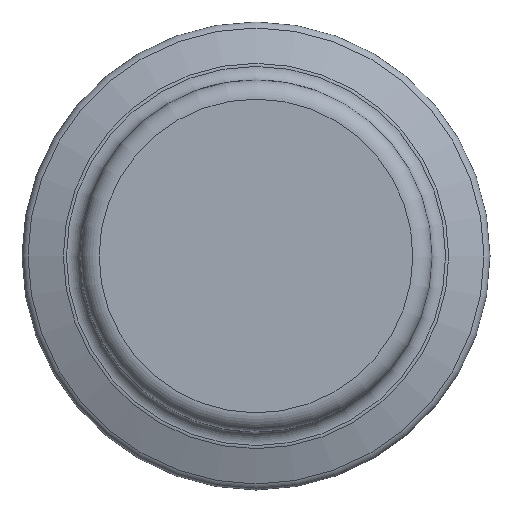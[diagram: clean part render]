
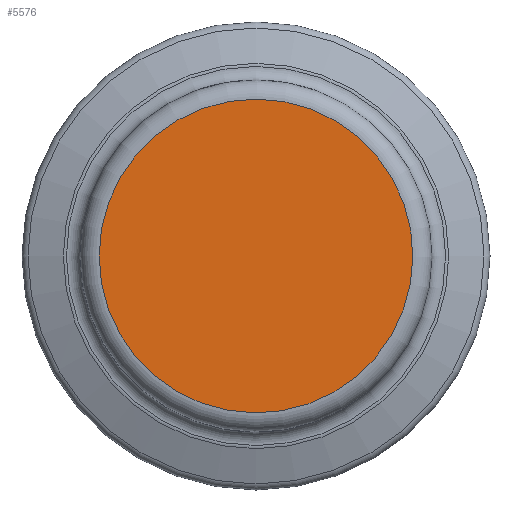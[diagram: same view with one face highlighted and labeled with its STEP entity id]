
A CAD part, left-side view. The second image highlights one B-rep face of the part: STEP entity #5576.
In plain terms, the highlighted planar face has unit normal (-1, 0, 0).
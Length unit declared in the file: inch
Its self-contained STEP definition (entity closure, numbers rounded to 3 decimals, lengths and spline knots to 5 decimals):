
#143=PLANE('',#6026);
#1498=FACE_OUTER_BOUND('',#1853,.T.);
#1853=EDGE_LOOP('',(#4069));
#2266=CIRCLE('',#6023,1.029);
#2593=VERTEX_POINT('',#8854);
#3179=EDGE_CURVE('',#2593,#2593,#2266,.T.);
#4069=ORIENTED_EDGE('',*,*,#3179,.F.);
#5576=ADVANCED_FACE('',(#1498),#143,.T.);
#6023=AXIS2_PLACEMENT_3D('',#8855,#6621,#6622);
#6026=AXIS2_PLACEMENT_3D('',#8899,#6630,#6631);
#6621=DIRECTION('center_axis',(1.,0.,0.));
#6622=DIRECTION('ref_axis',(0.,-1.,0.));
#6630=DIRECTION('center_axis',(-1.,0.,0.));
#6631=DIRECTION('ref_axis',(0.,0.,1.));
#8854=CARTESIAN_POINT('',(-0.82,1.029,0.));
#8855=CARTESIAN_POINT('Origin',(-0.82,0.,0.));
#8899=CARTESIAN_POINT('Origin',(-0.82,0.577,0.));
